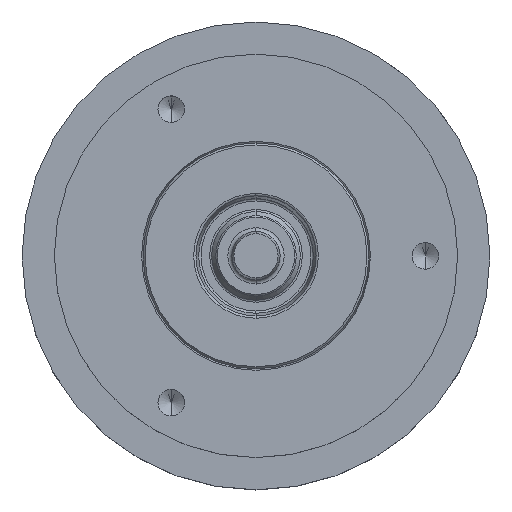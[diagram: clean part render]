
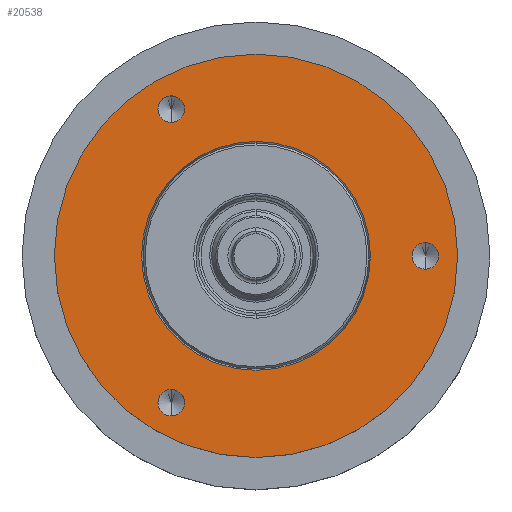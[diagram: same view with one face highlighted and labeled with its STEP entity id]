
A CAD part, top view. The second image highlights one B-rep face of the part: STEP entity #20538.
In plain terms, the highlighted planar face has unit normal (0, 0, 1).
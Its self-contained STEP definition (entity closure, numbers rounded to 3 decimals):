
#3895=CARTESIAN_POINT('',(0.,0.,27.));
#3896=DIRECTION('',(0.,0.,-1.));
#3897=DIRECTION('',(0.,1.,0.));
#3898=AXIS2_PLACEMENT_3D('',#3895,#3896,#3897);
#3900=CARTESIAN_POINT('',(0.,0.,27.));
#3901=DIRECTION('',(0.,0.,-1.));
#3902=DIRECTION('',(0.,-1.,0.));
#3903=AXIS2_PLACEMENT_3D('',#3900,#3901,#3902);
#3905=CARTESIAN_POINT('',(21.,0.,27.));
#3906=DIRECTION('',(0.,0.,1.));
#3907=DIRECTION('',(0.,-1.,0.));
#3908=AXIS2_PLACEMENT_3D('',#3905,#3906,#3907);
#3910=CARTESIAN_POINT('',(21.,0.,27.));
#3911=DIRECTION('',(0.,0.,1.));
#3912=DIRECTION('',(0.,1.,0.));
#3913=AXIS2_PLACEMENT_3D('',#3910,#3911,#3912);
#3915=CARTESIAN_POINT('',(-10.5,-18.187,27.));
#3916=DIRECTION('',(0.,0.,1.));
#3917=DIRECTION('',(0.,-1.,0.));
#3918=AXIS2_PLACEMENT_3D('',#3915,#3916,#3917);
#3920=CARTESIAN_POINT('',(-10.5,-18.187,27.));
#3921=DIRECTION('',(0.,0.,1.));
#3922=DIRECTION('',(0.,1.,0.));
#3923=AXIS2_PLACEMENT_3D('',#3920,#3921,#3922);
#3925=CARTESIAN_POINT('',(-10.5,18.187,27.));
#3926=DIRECTION('',(0.,0.,1.));
#3927=DIRECTION('',(0.,-1.,0.));
#3928=AXIS2_PLACEMENT_3D('',#3925,#3926,#3927);
#3930=CARTESIAN_POINT('',(-10.5,18.187,27.));
#3931=DIRECTION('',(0.,0.,1.));
#3932=DIRECTION('',(0.,1.,0.));
#3933=AXIS2_PLACEMENT_3D('',#3930,#3931,#3932);
#3940=CARTESIAN_POINT('',(0.,0.,27.));
#3941=DIRECTION('',(0.,0.,-1.));
#3942=DIRECTION('',(-1.,0.,0.));
#3943=AXIS2_PLACEMENT_3D('',#3940,#3941,#3942);
#3958=CARTESIAN_POINT('',(0.,0.,27.));
#3959=DIRECTION('',(0.,0.,-1.));
#3960=DIRECTION('',(1.,0.,0.));
#3961=AXIS2_PLACEMENT_3D('',#3958,#3959,#3960);
#16169=CARTESIAN_POINT('',(0.,25.,27.));
#16170=CARTESIAN_POINT('',(0.,-25.,27.));
#16171=VERTEX_POINT('',#16169);
#16172=VERTEX_POINT('',#16170);
#16197=CARTESIAN_POINT('',(14.188,0.,27.));
#16198=CARTESIAN_POINT('',(-14.188,0.,27.));
#16199=VERTEX_POINT('',#16197);
#16200=VERTEX_POINT('',#16198);
#16211=CARTESIAN_POINT('',(21.,-1.65,27.));
#16212=CARTESIAN_POINT('',(21.,1.65,27.));
#16213=VERTEX_POINT('',#16211);
#16214=VERTEX_POINT('',#16212);
#16221=CARTESIAN_POINT('',(-10.5,-19.837,27.));
#16222=CARTESIAN_POINT('',(-10.5,-16.537,27.));
#16223=VERTEX_POINT('',#16221);
#16224=VERTEX_POINT('',#16222);
#16231=CARTESIAN_POINT('',(-10.5,16.537,27.));
#16232=CARTESIAN_POINT('',(-10.5,19.837,27.));
#16233=VERTEX_POINT('',#16231);
#16234=VERTEX_POINT('',#16232);
#20504=CARTESIAN_POINT('',(0.,0.,27.));
#20505=DIRECTION('',(0.,0.,1.));
#20506=DIRECTION('',(1.,0.,0.));
#20507=AXIS2_PLACEMENT_3D('',#20504,#20505,#20506);
#20508=PLANE('',#20507);
#20510=ORIENTED_EDGE('',*,*,#20509,.T.);
#20511=ORIENTED_EDGE('',*,*,#20494,.T.);
#20512=EDGE_LOOP('',(#20510,#20511));
#20513=FACE_OUTER_BOUND('',#20512,.F.);
#20515=ORIENTED_EDGE('',*,*,#20514,.F.);
#20517=ORIENTED_EDGE('',*,*,#20516,.F.);
#20518=EDGE_LOOP('',(#20515,#20517));
#20519=FACE_BOUND('',#20518,.F.);
#20521=ORIENTED_EDGE('',*,*,#20520,.T.);
#20523=ORIENTED_EDGE('',*,*,#20522,.T.);
#20524=EDGE_LOOP('',(#20521,#20523));
#20525=FACE_BOUND('',#20524,.F.);
#20527=ORIENTED_EDGE('',*,*,#20526,.T.);
#20529=ORIENTED_EDGE('',*,*,#20528,.T.);
#20530=EDGE_LOOP('',(#20527,#20529));
#20531=FACE_BOUND('',#20530,.F.);
#20533=ORIENTED_EDGE('',*,*,#20532,.T.);
#20535=ORIENTED_EDGE('',*,*,#20534,.T.);
#20536=EDGE_LOOP('',(#20533,#20535));
#20537=FACE_BOUND('',#20536,.F.);
#3899=CIRCLE('',#3898,25.);
#3904=CIRCLE('',#3903,25.);
#3909=CIRCLE('',#3908,1.65);
#3914=CIRCLE('',#3913,1.65);
#3919=CIRCLE('',#3918,1.65);
#3924=CIRCLE('',#3923,1.65);
#3929=CIRCLE('',#3928,1.65);
#3934=CIRCLE('',#3933,1.65);
#3944=CIRCLE('',#3943,14.188);
#3962=CIRCLE('',#3961,14.188);
#20494=EDGE_CURVE('',#16172,#16171,#3904,.T.);
#20509=EDGE_CURVE('',#16171,#16172,#3899,.T.);
#20514=EDGE_CURVE('',#16200,#16199,#3944,.T.);
#20516=EDGE_CURVE('',#16199,#16200,#3962,.T.);
#20520=EDGE_CURVE('',#16213,#16214,#3909,.T.);
#20522=EDGE_CURVE('',#16214,#16213,#3914,.T.);
#20526=EDGE_CURVE('',#16223,#16224,#3919,.T.);
#20528=EDGE_CURVE('',#16224,#16223,#3924,.T.);
#20532=EDGE_CURVE('',#16233,#16234,#3929,.T.);
#20534=EDGE_CURVE('',#16234,#16233,#3934,.T.);
#20538=ADVANCED_FACE('',(#20513,#20519,#20525,#20531,#20537),#20508,.T.);
